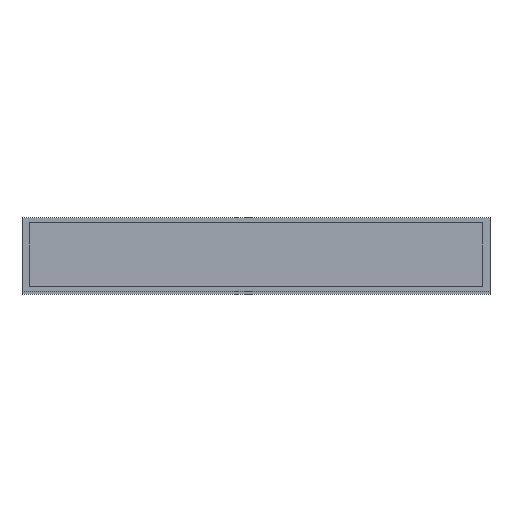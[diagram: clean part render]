
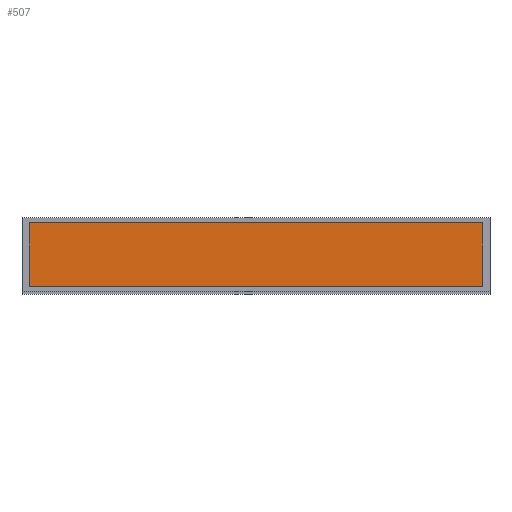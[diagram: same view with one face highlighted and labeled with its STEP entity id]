
A CAD part, top view. The second image highlights one B-rep face of the part: STEP entity #507.
In plain terms, the highlighted planar face has unit normal (0, 0, 1).
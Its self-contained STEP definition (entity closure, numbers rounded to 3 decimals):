
#150=ORIENTED_EDGE('',*,*,#211,.T.);
#151=ORIENTED_EDGE('',*,*,#214,.T.);
#152=ORIENTED_EDGE('',*,*,#216,.T.);
#153=ORIENTED_EDGE('',*,*,#217,.T.);
#211=EDGE_CURVE('',#259,#258,#315,.T.);
#214=EDGE_CURVE('',#258,#260,#318,.T.);
#216=EDGE_CURVE('',#260,#261,#320,.T.);
#217=EDGE_CURVE('',#261,#259,#321,.T.);
#258=VERTEX_POINT('',#801);
#259=VERTEX_POINT('',#803);
#260=VERTEX_POINT('',#807);
#261=VERTEX_POINT('',#811);
#315=LINE('',#802,#375);
#318=LINE('',#808,#378);
#320=LINE('',#812,#380);
#321=LINE('',#814,#381);
#375=VECTOR('',#664,1000.);
#378=VECTOR('',#669,1000.);
#380=VECTOR('',#673,1000.);
#381=VECTOR('',#676,1000.);
#417=EDGE_LOOP('',(#150,#151,#152,#153));
#453=FACE_BOUND('',#417,.T.);
#479=PLANE('',#552);
#507=ADVANCED_FACE('',(#453),#479,.T.);
#552=AXIS2_PLACEMENT_3D('',#815,#677,#678);
#664=DIRECTION('',(-1.,0.,0.));
#669=DIRECTION('',(0.,-1.,0.));
#673=DIRECTION('',(1.,0.,0.));
#676=DIRECTION('',(0.,1.,0.));
#677=DIRECTION('',(0.,0.,1.));
#678=DIRECTION('',(1.,0.,0.));
#801=CARTESIAN_POINT('',(-85.331,12.,539.));
#802=CARTESIAN_POINT('',(85.331,12.,539.));
#803=CARTESIAN_POINT('',(85.331,12.,539.));
#807=CARTESIAN_POINT('',(-85.331,-12.,539.));
#808=CARTESIAN_POINT('',(-85.331,12.,539.));
#811=CARTESIAN_POINT('',(85.331,-12.,539.));
#812=CARTESIAN_POINT('',(-85.331,-12.,539.));
#814=CARTESIAN_POINT('',(85.331,-12.,539.));
#815=CARTESIAN_POINT('',(0.,0.,539.));
